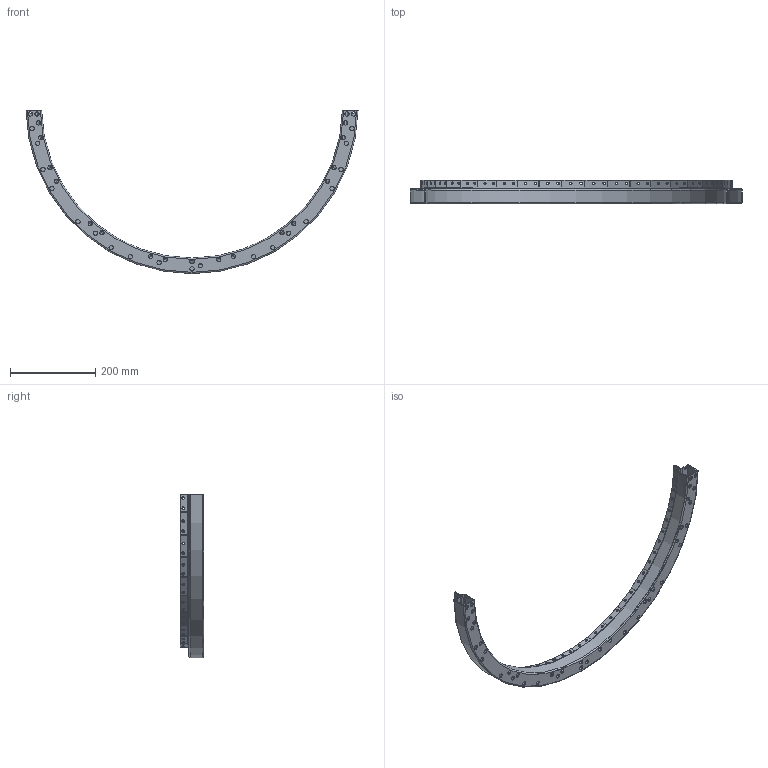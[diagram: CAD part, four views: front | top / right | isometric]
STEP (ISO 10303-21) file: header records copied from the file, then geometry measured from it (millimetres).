
FILE_DESCRIPTION(/* description */ (''),/* implementation_level */ '2;1');
FILE_NAME(/* name */ 'W5-part_29_dwg.stp',/* time_stamp */ '2015-05-11T11:00:45+02:00',/* author */ (''),/* organization */ (''),/* preprocessor_version */ 'ST-DEVELOPER v15',/* originating_system */ 'SIEMENS PLM Software NX 8.5',/* authorisation */ '');
FILE_SCHEMA (('AP203_CONFIGURATION_CONTROLLED_3D_DESIGN_OF_MECHANICAL_PARTS_AND_ASSEMBLIES_MIM_LF { 1 0 10303 403 2 1 2}'));
Length unit declared in the file: millimetre
Products named in the file (1): turc17C413856an6
Bounding box: 777.89 x 55 x 382.5 mm (x, y, z)
Volume: 375892 mm3; surface area: 387027.9 mm2
Topology: 1 solids, 1 shells, 480 faces, 1280 edges, 799 vertices
Faces by surface type: cylinder 298, plane 94, torus 48, sphere 40
Full cylindrical faces by diameter (mm): 4.5 x4, 6 x84, 10 x42
Entity records: 15073 total; most frequent: CARTESIAN_POINT 2854, DIRECTION 2686, ORIENTED_EDGE 2208, AXIS2_PLACEMENT_3D 1121, EDGE_CURVE 1104, EDGE_LOOP 870, VERTEX_POINT 756, FACE_BOUND 610
